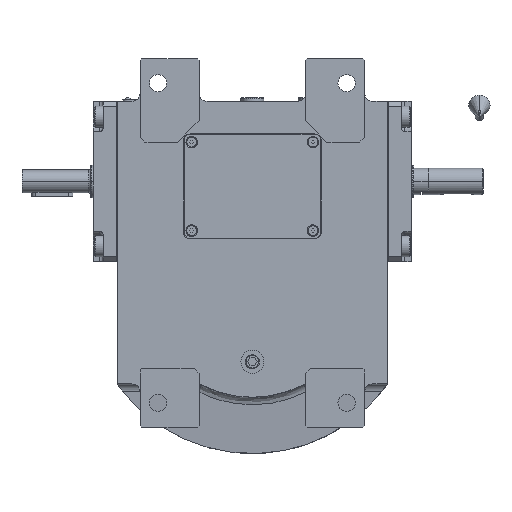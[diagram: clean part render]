
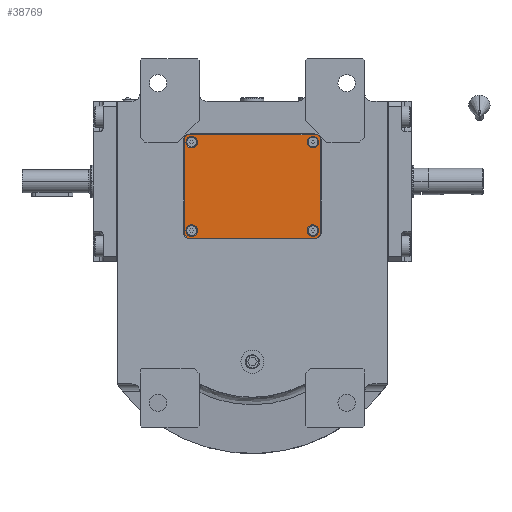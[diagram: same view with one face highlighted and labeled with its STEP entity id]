
A CAD part, front view. The second image highlights one B-rep face of the part: STEP entity #38769.
In plain terms, the highlighted face is planar.
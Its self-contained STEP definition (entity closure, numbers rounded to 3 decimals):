
#313 = EDGE_CURVE ( 'NONE', #50677, #37917, #3636, .T. ) ;
#401 = CIRCLE ( 'NONE', #59395, 3.5 ) ;
#797 = CARTESIAN_POINT ( 'NONE',  ( -41.5, 29.5, 3. ) ) ;
#969 = EDGE_LOOP ( 'NONE', ( #26960, #47964 ) ) ;
#1287 = VECTOR ( 'NONE', #13461, 1000. ) ;
#2770 = CIRCLE ( 'NONE', #4715, 3.5 ) ;
#2884 = ORIENTED_EDGE ( 'NONE', *, *, #42333, .T. ) ;
#3286 = VERTEX_POINT ( 'NONE', #37872 ) ;
#3328 = DIRECTION ( 'NONE',  ( 1., 0., 0. ) ) ;
#3636 = CIRCLE ( 'NONE', #11420, 3.5 ) ;
#3997 = DIRECTION ( 'NONE',  ( 1., 0., 0. ) ) ;
#4715 = AXIS2_PLACEMENT_3D ( 'NONE', #20720, #38872, #7973 ) ;
#5525 = CARTESIAN_POINT ( 'NONE',  ( 33.5, -27., 3. ) ) ;
#6164 = EDGE_CURVE ( 'NONE', #14899, #14509, #48898, .T. ) ;
#6571 = AXIS2_PLACEMENT_3D ( 'NONE', #49526, #26220, #54040 ) ;
#7973 = DIRECTION ( 'NONE',  ( 1., 0., 0. ) ) ;
#8499 = ORIENTED_EDGE ( 'NONE', *, *, #43268, .F. ) ;
#8604 = EDGE_CURVE ( 'NONE', #54472, #53365, #56706, .T. ) ;
#10637 = AXIS2_PLACEMENT_3D ( 'NONE', #49661, #59321, #3328 ) ;
#10968 = CARTESIAN_POINT ( 'NONE',  ( -40.5, -27., 3. ) ) ;
#11414 = FACE_OUTER_BOUND ( 'NONE', #46451, .T. ) ;
#11420 = AXIS2_PLACEMENT_3D ( 'NONE', #26699, #32429, #46329 ) ;
#11430 = CIRCLE ( 'NONE', #40402, 3.5 ) ;
#11453 = ORIENTED_EDGE ( 'NONE', *, *, #50480, .T. ) ;
#11926 = CARTESIAN_POINT ( 'NONE',  ( -40.5, 27., 3. ) ) ;
#12020 = FACE_BOUND ( 'NONE', #40476, .T. ) ;
#12683 = CIRCLE ( 'NONE', #23301, 3.5 ) ;
#12858 = EDGE_CURVE ( 'NONE', #37917, #50677, #26448, .T. ) ;
#13178 = VERTEX_POINT ( 'NONE', #14785 ) ;
#13290 = ORIENTED_EDGE ( 'NONE', *, *, #33309, .T. ) ;
#13461 = DIRECTION ( 'NONE',  ( 0.707, 0.707, 0. ) ) ;
#13509 = LINE ( 'NONE', #45843, #36571 ) ;
#13602 = EDGE_CURVE ( 'NONE', #41826, #43547, #401, .T. ) ;
#13666 = CARTESIAN_POINT ( 'NONE',  ( 41.5, -29.5, 3. ) ) ;
#13928 = AXIS2_PLACEMENT_3D ( 'NONE', #42207, #34043, #46440 ) ;
#14509 = VERTEX_POINT ( 'NONE', #797 ) ;
#14785 = CARTESIAN_POINT ( 'NONE',  ( 39.5, -31.5, 3. ) ) ;
#14899 = VERTEX_POINT ( 'NONE', #45522 ) ;
#15842 = AXIS2_PLACEMENT_3D ( 'NONE', #34168, #52049, #29636 ) ;
#16140 = CARTESIAN_POINT ( 'NONE',  ( 33.5, 27., 3. ) ) ;
#16819 = VERTEX_POINT ( 'NONE', #49667 ) ;
#16970 = CARTESIAN_POINT ( 'NONE',  ( -37., 27., 3. ) ) ;
#17153 = FACE_BOUND ( 'NONE', #22833, .T. ) ;
#17457 = VERTEX_POINT ( 'NONE', #5525 ) ;
#17721 = ORIENTED_EDGE ( 'NONE', *, *, #32693, .F. ) ;
#19105 = CARTESIAN_POINT ( 'NONE',  ( -41.5, 29.5, 3. ) ) ;
#19446 = EDGE_CURVE ( 'NONE', #31902, #16819, #11430, .T. ) ;
#20720 = CARTESIAN_POINT ( 'NONE',  ( 37., -27., 3. ) ) ;
#22824 = CARTESIAN_POINT ( 'NONE',  ( 39.5, -31.5, 3. ) ) ;
#22833 = EDGE_LOOP ( 'NONE', ( #17721, #56720 ) ) ;
#23182 = CIRCLE ( 'NONE', #10637, 3.5 ) ;
#23301 = AXIS2_PLACEMENT_3D ( 'NONE', #28457, #46907, #3997 ) ;
#25677 = LINE ( 'NONE', #44117, #41731 ) ;
#26220 = DIRECTION ( 'NONE',  ( 0., 0., 1. ) ) ;
#26448 = CIRCLE ( 'NONE', #15842, 3.5 ) ;
#26699 = CARTESIAN_POINT ( 'NONE',  ( 37., 27., 3. ) ) ;
#26960 = ORIENTED_EDGE ( 'NONE', *, *, #33372, .F. ) ;
#27056 = LINE ( 'NONE', #22824, #1287 ) ;
#27330 = ORIENTED_EDGE ( 'NONE', *, *, #12858, .F. ) ;
#27811 = ORIENTED_EDGE ( 'NONE', *, *, #38155, .T. ) ;
#28457 = CARTESIAN_POINT ( 'NONE',  ( -37., 27., 3. ) ) ;
#29636 = DIRECTION ( 'NONE',  ( 1., 0., 0. ) ) ;
#29829 = DIRECTION ( 'NONE',  ( -0.707, -0.707, 0. ) ) ;
#30551 = CARTESIAN_POINT ( 'NONE',  ( -33.5, -27., 3. ) ) ;
#30959 = DIRECTION ( 'NONE',  ( -1., 0., 0. ) ) ;
#31141 = EDGE_LOOP ( 'NONE', ( #27330, #32783 ) ) ;
#31209 = DIRECTION ( 'NONE',  ( -1., 0., 0. ) ) ;
#31574 = DIRECTION ( 'NONE',  ( 0.707, -0.707, 0. ) ) ;
#31902 = VERTEX_POINT ( 'NONE', #11926 ) ;
#32055 = DIRECTION ( 'NONE',  ( -1., 0., 0. ) ) ;
#32429 = DIRECTION ( 'NONE',  ( 0., 0., 1. ) ) ;
#32693 = EDGE_CURVE ( 'NONE', #52381, #17457, #2770, .T. ) ;
#32697 = LINE ( 'NONE', #19105, #45945 ) ;
#32783 = ORIENTED_EDGE ( 'NONE', *, *, #313, .F. ) ;
#33309 = EDGE_CURVE ( 'NONE', #53365, #14899, #50263, .T. ) ;
#33372 = EDGE_CURVE ( 'NONE', #43547, #41826, #23182, .T. ) ;
#34043 = DIRECTION ( 'NONE',  ( 0., 0., 1. ) ) ;
#34168 = CARTESIAN_POINT ( 'NONE',  ( 37., 27., 3. ) ) ;
#35594 = PLANE ( 'NONE',  #6571 ) ;
#36038 = CARTESIAN_POINT ( 'NONE',  ( 39.5, 31.5, 3. ) ) ;
#36571 = VECTOR ( 'NONE', #40424, 1000. ) ;
#37479 = VECTOR ( 'NONE', #31574, 1000. ) ;
#37858 = DIRECTION ( 'NONE',  ( 0., -1., 0. ) ) ;
#37872 = CARTESIAN_POINT ( 'NONE',  ( -39.5, -31.5, 3. ) ) ;
#37917 = VERTEX_POINT ( 'NONE', #53377 ) ;
#37980 = DIRECTION ( 'NONE',  ( -0.707, 0.707, 0. ) ) ;
#38155 = EDGE_CURVE ( 'NONE', #47162, #3286, #40055, .T. ) ;
#38769 = ADVANCED_FACE ( 'NONE', ( #11414, #39243, #12020, #17153, #39537 ), #35594, .T. ) ;
#38787 = VECTOR ( 'NONE', #37980, 1000. ) ;
#38872 = DIRECTION ( 'NONE',  ( 0., 0., 1. ) ) ;
#38898 = EDGE_CURVE ( 'NONE', #46632, #54472, #13509, .T. ) ;
#39243 = FACE_BOUND ( 'NONE', #31141, .T. ) ;
#39537 = FACE_BOUND ( 'NONE', #969, .T. ) ;
#39608 = VECTOR ( 'NONE', #31209, 1000. ) ;
#40003 = CIRCLE ( 'NONE', #13928, 3.5 ) ;
#40055 = LINE ( 'NONE', #49738, #37479 ) ;
#40402 = AXIS2_PLACEMENT_3D ( 'NONE', #16970, #45953, #32055 ) ;
#40424 = DIRECTION ( 'NONE',  ( 0., 1., 0. ) ) ;
#40476 = EDGE_LOOP ( 'NONE', ( #8499, #55280 ) ) ;
#41341 = ORIENTED_EDGE ( 'NONE', *, *, #8604, .T. ) ;
#41387 = CARTESIAN_POINT ( 'NONE',  ( -41.5, -29.5, 3. ) ) ;
#41731 = VECTOR ( 'NONE', #58036, 1000. ) ;
#41826 = VERTEX_POINT ( 'NONE', #10968 ) ;
#41994 = ORIENTED_EDGE ( 'NONE', *, *, #6164, .T. ) ;
#42207 = CARTESIAN_POINT ( 'NONE',  ( 37., -27., 3. ) ) ;
#42333 = EDGE_CURVE ( 'NONE', #3286, #13178, #25677, .T. ) ;
#42804 = CARTESIAN_POINT ( 'NONE',  ( 41.5, 29.5, 3. ) ) ;
#43268 = EDGE_CURVE ( 'NONE', #16819, #31902, #12683, .T. ) ;
#43429 = CARTESIAN_POINT ( 'NONE',  ( 41.5, 29.5, 3. ) ) ;
#43547 = VERTEX_POINT ( 'NONE', #30551 ) ;
#43672 = ORIENTED_EDGE ( 'NONE', *, *, #48208, .T. ) ;
#44117 = CARTESIAN_POINT ( 'NONE',  ( -39.5, -31.5, 3. ) ) ;
#45136 = CARTESIAN_POINT ( 'NONE',  ( -37., -27., 3. ) ) ;
#45522 = CARTESIAN_POINT ( 'NONE',  ( -39.5, 31.5, 3. ) ) ;
#45710 = CARTESIAN_POINT ( 'NONE',  ( 40.5, -27., 3. ) ) ;
#45843 = CARTESIAN_POINT ( 'NONE',  ( 41.5, -29.5, 3. ) ) ;
#45945 = VECTOR ( 'NONE', #37858, 1000. ) ;
#45953 = DIRECTION ( 'NONE',  ( 0., 0., 1. ) ) ;
#46329 = DIRECTION ( 'NONE',  ( -1., 0., 0. ) ) ;
#46440 = DIRECTION ( 'NONE',  ( -1., 0., 0. ) ) ;
#46451 = EDGE_LOOP ( 'NONE', ( #46963, #41341, #13290, #41994, #43672, #27811, #2884, #11453 ) ) ;
#46632 = VERTEX_POINT ( 'NONE', #13666 ) ;
#46907 = DIRECTION ( 'NONE',  ( 0., 0., 1. ) ) ;
#46963 = ORIENTED_EDGE ( 'NONE', *, *, #38898, .T. ) ;
#47162 = VERTEX_POINT ( 'NONE', #41387 ) ;
#47964 = ORIENTED_EDGE ( 'NONE', *, *, #13602, .F. ) ;
#48208 = EDGE_CURVE ( 'NONE', #14509, #47162, #32697, .T. ) ;
#48898 = LINE ( 'NONE', #52829, #56654 ) ;
#49526 = CARTESIAN_POINT ( 'NONE',  ( 0., 0., 3. ) ) ;
#49661 = CARTESIAN_POINT ( 'NONE',  ( -37., -27., 3. ) ) ;
#49667 = CARTESIAN_POINT ( 'NONE',  ( -33.5, 27., 3. ) ) ;
#49738 = CARTESIAN_POINT ( 'NONE',  ( -41.5, -29.5, 3. ) ) ;
#50263 = LINE ( 'NONE', #36038, #39608 ) ;
#50480 = EDGE_CURVE ( 'NONE', #13178, #46632, #27056, .T. ) ;
#50677 = VERTEX_POINT ( 'NONE', #16140 ) ;
#50801 = EDGE_CURVE ( 'NONE', #17457, #52381, #40003, .T. ) ;
#52049 = DIRECTION ( 'NONE',  ( 0., 0., 1. ) ) ;
#52381 = VERTEX_POINT ( 'NONE', #45710 ) ;
#52459 = CARTESIAN_POINT ( 'NONE',  ( 39.5, 31.5, 3. ) ) ;
#52829 = CARTESIAN_POINT ( 'NONE',  ( -39.5, 31.5, 3. ) ) ;
#53365 = VERTEX_POINT ( 'NONE', #52459 ) ;
#53377 = CARTESIAN_POINT ( 'NONE',  ( 40.5, 27., 3. ) ) ;
#54040 = DIRECTION ( 'NONE',  ( 1., 0., 0. ) ) ;
#54472 = VERTEX_POINT ( 'NONE', #43429 ) ;
#54529 = DIRECTION ( 'NONE',  ( 0., 0., 1. ) ) ;
#55280 = ORIENTED_EDGE ( 'NONE', *, *, #19446, .F. ) ;
#56654 = VECTOR ( 'NONE', #29829, 1000. ) ;
#56706 = LINE ( 'NONE', #42804, #38787 ) ;
#56720 = ORIENTED_EDGE ( 'NONE', *, *, #50801, .F. ) ;
#58036 = DIRECTION ( 'NONE',  ( 1., 0., 0. ) ) ;
#59321 = DIRECTION ( 'NONE',  ( 0., 0., 1. ) ) ;
#59395 = AXIS2_PLACEMENT_3D ( 'NONE', #45136, #54529, #30959 ) ;
